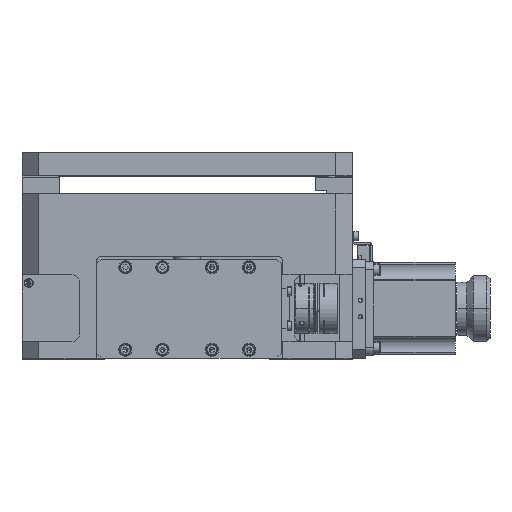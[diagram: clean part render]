
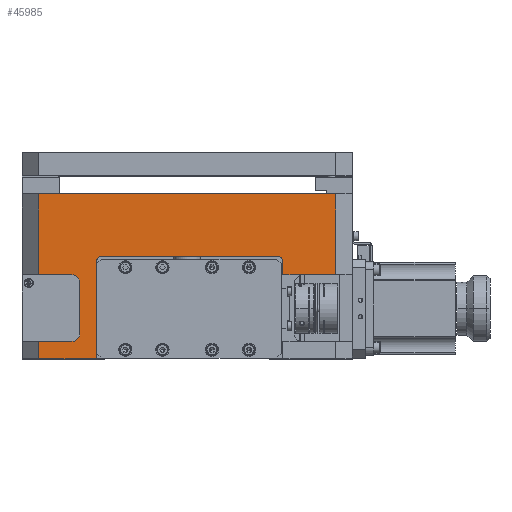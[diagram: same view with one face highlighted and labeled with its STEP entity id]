
A CAD part, top view. The second image highlights one B-rep face of the part: STEP entity #45985.
In plain terms, the highlighted planar face has unit normal (0, 0, 1).
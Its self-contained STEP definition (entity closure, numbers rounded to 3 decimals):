
#248 = CARTESIAN_POINT ( 'NONE',  ( -90., 51., 100. ) ) ;
#1416 = ORIENTED_EDGE ( 'NONE', *, *, #20313, .F. ) ;
#1484 = VERTEX_POINT ( 'NONE', #27813 ) ;
#2228 = CARTESIAN_POINT ( 'NONE',  ( -100., 100., 100. ) ) ;
#2420 = PLANE ( 'NONE',  #46124 ) ;
#2476 = LINE ( 'NONE', #31423, #13959 ) ;
#2643 = VERTEX_POINT ( 'NONE', #15761 ) ;
#3019 = CARTESIAN_POINT ( 'NONE',  ( -65., 15.5, 100. ) ) ;
#3183 = CARTESIAN_POINT ( 'NONE',  ( -90., 10.5, 100. ) ) ;
#4586 = VERTEX_POINT ( 'NONE', #14847 ) ;
#4896 = EDGE_CURVE ( 'NONE', #52411, #30850, #26494, .T. ) ;
#5264 = ORIENTED_EDGE ( 'NONE', *, *, #15466, .T. ) ;
#5443 = CARTESIAN_POINT ( 'NONE',  ( -70., 46., 100. ) ) ;
#5451 = ORIENTED_EDGE ( 'NONE', *, *, #12498, .F. ) ;
#5593 = EDGE_CURVE ( 'NONE', #8256, #4586, #46135, .T. ) ;
#5668 = ORIENTED_EDGE ( 'NONE', *, *, #10174, .T. ) ;
#5687 = LINE ( 'NONE', #36870, #36731 ) ;
#6303 = EDGE_CURVE ( 'NONE', #31351, #31221, #15708, .T. ) ;
#6703 = EDGE_CURVE ( 'NONE', #17186, #15235, #10604, .T. ) ;
#6777 = DIRECTION ( 'NONE',  ( 0., 0., -1. ) ) ;
#6866 = CARTESIAN_POINT ( 'NONE',  ( 55., 62., 100. ) ) ;
#7862 = CARTESIAN_POINT ( 'NONE',  ( -70., 10.5, 100. ) ) ;
#8026 = CARTESIAN_POINT ( 'NONE',  ( 90., 100., 100. ) ) ;
#8256 = VERTEX_POINT ( 'NONE', #6866 ) ;
#8282 = CARTESIAN_POINT ( 'NONE',  ( -100., 100., 100. ) ) ;
#9130 = DIRECTION ( 'NONE',  ( 0., 1., 0. ) ) ;
#10174 = EDGE_CURVE ( 'NONE', #31620, #1484, #13861, .T. ) ;
#10499 = DIRECTION ( 'NONE',  ( -1., 0., 0. ) ) ;
#10604 = CIRCLE ( 'NONE', #37095, 5. ) ;
#10682 = ORIENTED_EDGE ( 'NONE', *, *, #41794, .T. ) ;
#11987 = DIRECTION ( 'NONE',  ( -1., 0., 0. ) ) ;
#12072 = VECTOR ( 'NONE', #41324, 1000. ) ;
#12157 = ORIENTED_EDGE ( 'NONE', *, *, #20817, .F. ) ;
#12498 = EDGE_CURVE ( 'NONE', #31351, #29006, #33810, .T. ) ;
#12524 = ORIENTED_EDGE ( 'NONE', *, *, #37775, .F. ) ;
#12627 = AXIS2_PLACEMENT_3D ( 'NONE', #35455, #6777, #27114 ) ;
#12831 = VERTEX_POINT ( 'NONE', #17783 ) ;
#12913 = DIRECTION ( 'NONE',  ( 1., 0., 0. ) ) ;
#13315 = EDGE_CURVE ( 'NONE', #40179, #49948, #45163, .T. ) ;
#13861 = LINE ( 'NONE', #20087, #37311 ) ;
#13959 = VECTOR ( 'NONE', #26678, 1000. ) ;
#14456 = DIRECTION ( 'NONE',  ( 0., 0., -1. ) ) ;
#14594 = VECTOR ( 'NONE', #40371, 1000. ) ;
#14838 = EDGE_CURVE ( 'NONE', #2643, #29006, #24192, .T. ) ;
#14847 = CARTESIAN_POINT ( 'NONE',  ( 58., 59., 100. ) ) ;
#14970 = DIRECTION ( 'NONE',  ( 0., -1., 0. ) ) ;
#15235 = VERTEX_POINT ( 'NONE', #7862 ) ;
#15466 = EDGE_CURVE ( 'NONE', #42289, #31620, #18402, .T. ) ;
#15708 = CIRCLE ( 'NONE', #28543, 5. ) ;
#15736 = CARTESIAN_POINT ( 'NONE',  ( -55., 51., 100. ) ) ;
#15761 = CARTESIAN_POINT ( 'NONE',  ( -90., 100., 100. ) ) ;
#16311 = EDGE_CURVE ( 'NONE', #2643, #30850, #42812, .T. ) ;
#16723 = DIRECTION ( 'NONE',  ( 1., 0., 0. ) ) ;
#17186 = VERTEX_POINT ( 'NONE', #3019 ) ;
#17783 = CARTESIAN_POINT ( 'NONE',  ( 58., 51., 100. ) ) ;
#18402 = LINE ( 'NONE', #49511, #12072 ) ;
#18652 = AXIS2_PLACEMENT_3D ( 'NONE', #30668, #14456, #46494 ) ;
#19662 = EDGE_LOOP ( 'NONE', ( #12157, #27765, #20496, #41036, #5451, #43496, #10682, #49955, #37960, #5264, #5668, #27942, #26741, #12524, #35418, #1416 ) ) ;
#19664 = LINE ( 'NONE', #48564, #14594 ) ;
#20087 = CARTESIAN_POINT ( 'NONE',  ( -100., 0., 100. ) ) ;
#20313 = EDGE_CURVE ( 'NONE', #12831, #4586, #19664, .T. ) ;
#20496 = ORIENTED_EDGE ( 'NONE', *, *, #16311, .F. ) ;
#20560 = LINE ( 'NONE', #43416, #38267 ) ;
#20647 = CARTESIAN_POINT ( 'NONE',  ( -70., 15.5, 100. ) ) ;
#20817 = EDGE_CURVE ( 'NONE', #52411, #12831, #5687, .T. ) ;
#24032 = LINE ( 'NONE', #15736, #45597 ) ;
#24192 = LINE ( 'NONE', #43131, #29839 ) ;
#25466 = DIRECTION ( 'NONE',  ( -1., 0., 0. ) ) ;
#26494 = LINE ( 'NONE', #33366, #27762 ) ;
#26678 = DIRECTION ( 'NONE',  ( -1., 0., 0. ) ) ;
#26741 = ORIENTED_EDGE ( 'NONE', *, *, #13315, .T. ) ;
#27114 = DIRECTION ( 'NONE',  ( -1., 0., 0. ) ) ;
#27203 = CARTESIAN_POINT ( 'NONE',  ( -55., 59., 100. ) ) ;
#27410 = CARTESIAN_POINT ( 'NONE',  ( -70., 51., 100. ) ) ;
#27711 = LINE ( 'NONE', #39205, #37256 ) ;
#27722 = DIRECTION ( 'NONE',  ( 0., -1., 0. ) ) ;
#27762 = VECTOR ( 'NONE', #9130, 1000. ) ;
#27765 = ORIENTED_EDGE ( 'NONE', *, *, #4896, .T. ) ;
#27813 = CARTESIAN_POINT ( 'NONE',  ( -55., 0., 100. ) ) ;
#27942 = ORIENTED_EDGE ( 'NONE', *, *, #34902, .F. ) ;
#28543 = AXIS2_PLACEMENT_3D ( 'NONE', #5443, #49959, #25466 ) ;
#29006 = VERTEX_POINT ( 'NONE', #248 ) ;
#29116 = CARTESIAN_POINT ( 'NONE',  ( 90., 51., 100. ) ) ;
#29839 = VECTOR ( 'NONE', #39034, 1000. ) ;
#30668 = CARTESIAN_POINT ( 'NONE',  ( -52., 59., 100. ) ) ;
#30850 = VERTEX_POINT ( 'NONE', #8026 ) ;
#31221 = VERTEX_POINT ( 'NONE', #42184 ) ;
#31351 = VERTEX_POINT ( 'NONE', #27410 ) ;
#31423 = CARTESIAN_POINT ( 'NONE',  ( -100., 10.5, 100. ) ) ;
#31620 = VERTEX_POINT ( 'NONE', #37162 ) ;
#32658 = DIRECTION ( 'NONE',  ( 0., 0., -1. ) ) ;
#33366 = CARTESIAN_POINT ( 'NONE',  ( 90., 100., 100. ) ) ;
#33726 = CARTESIAN_POINT ( 'NONE',  ( -52., 62., 100. ) ) ;
#33810 = LINE ( 'NONE', #35294, #34428 ) ;
#34428 = VECTOR ( 'NONE', #42603, 1000. ) ;
#34634 = DIRECTION ( 'NONE',  ( 0., 0., -1. ) ) ;
#34799 = EDGE_CURVE ( 'NONE', #15235, #42289, #2476, .T. ) ;
#34902 = EDGE_CURVE ( 'NONE', #40179, #1484, #24032, .T. ) ;
#35294 = CARTESIAN_POINT ( 'NONE',  ( -100., 51., 100. ) ) ;
#35418 = ORIENTED_EDGE ( 'NONE', *, *, #5593, .T. ) ;
#35455 = CARTESIAN_POINT ( 'NONE',  ( 55., 59., 100. ) ) ;
#36731 = VECTOR ( 'NONE', #45203, 1000. ) ;
#36870 = CARTESIAN_POINT ( 'NONE',  ( -55., 51., 100. ) ) ;
#37095 = AXIS2_PLACEMENT_3D ( 'NONE', #20647, #32658, #11987 ) ;
#37162 = CARTESIAN_POINT ( 'NONE',  ( -90., 0., 100. ) ) ;
#37256 = VECTOR ( 'NONE', #14970, 1000. ) ;
#37311 = VECTOR ( 'NONE', #16723, 1000. ) ;
#37744 = VECTOR ( 'NONE', #12913, 1000. ) ;
#37775 = EDGE_CURVE ( 'NONE', #8256, #49948, #20560, .T. ) ;
#37960 = ORIENTED_EDGE ( 'NONE', *, *, #34799, .T. ) ;
#38267 = VECTOR ( 'NONE', #10499, 1000. ) ;
#39034 = DIRECTION ( 'NONE',  ( 0., -1., 0. ) ) ;
#39205 = CARTESIAN_POINT ( 'NONE',  ( -65., 51., 100. ) ) ;
#40179 = VERTEX_POINT ( 'NONE', #27203 ) ;
#40371 = DIRECTION ( 'NONE',  ( 0., 1., 0. ) ) ;
#41036 = ORIENTED_EDGE ( 'NONE', *, *, #14838, .T. ) ;
#41324 = DIRECTION ( 'NONE',  ( 0., -1., 0. ) ) ;
#41794 = EDGE_CURVE ( 'NONE', #31221, #17186, #27711, .T. ) ;
#42184 = CARTESIAN_POINT ( 'NONE',  ( -65., 46., 100. ) ) ;
#42289 = VERTEX_POINT ( 'NONE', #3183 ) ;
#42603 = DIRECTION ( 'NONE',  ( -1., 0., 0. ) ) ;
#42812 = LINE ( 'NONE', #8282, #37744 ) ;
#43131 = CARTESIAN_POINT ( 'NONE',  ( -90., 100., 100. ) ) ;
#43316 = DIRECTION ( 'NONE',  ( -1., 0., 0. ) ) ;
#43416 = CARTESIAN_POINT ( 'NONE',  ( -55., 62., 100. ) ) ;
#43496 = ORIENTED_EDGE ( 'NONE', *, *, #6303, .T. ) ;
#45163 = CIRCLE ( 'NONE', #18652, 3. ) ;
#45203 = DIRECTION ( 'NONE',  ( -1., 0., 0. ) ) ;
#45597 = VECTOR ( 'NONE', #27722, 1000. ) ;
#45791 = FACE_OUTER_BOUND ( 'NONE', #19662, .T. ) ;
#45985 = ADVANCED_FACE ( 'NONE', ( #45791 ), #2420, .F. ) ;
#46124 = AXIS2_PLACEMENT_3D ( 'NONE', #2228, #34634, #43316 ) ;
#46135 = CIRCLE ( 'NONE', #12627, 3. ) ;
#46494 = DIRECTION ( 'NONE',  ( -1., 0., 0. ) ) ;
#48564 = CARTESIAN_POINT ( 'NONE',  ( 58., 62., 100. ) ) ;
#49511 = CARTESIAN_POINT ( 'NONE',  ( -90., 100., 100. ) ) ;
#49948 = VERTEX_POINT ( 'NONE', #33726 ) ;
#49955 = ORIENTED_EDGE ( 'NONE', *, *, #6703, .T. ) ;
#49959 = DIRECTION ( 'NONE',  ( 0., 0., -1. ) ) ;
#52411 = VERTEX_POINT ( 'NONE', #29116 ) ;
